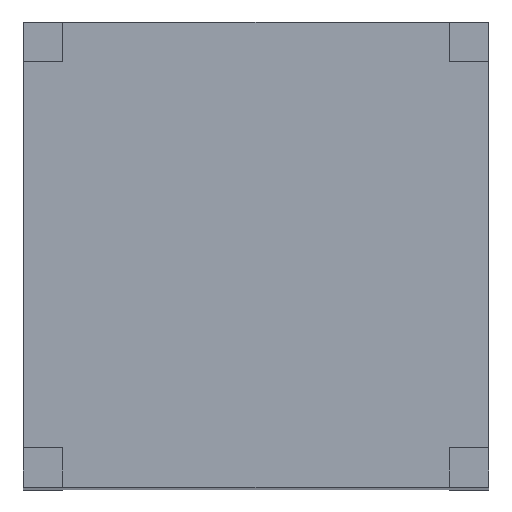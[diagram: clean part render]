
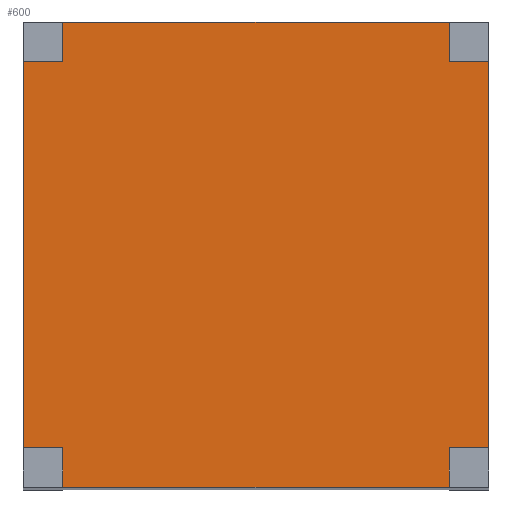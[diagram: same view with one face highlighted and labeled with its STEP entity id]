
A CAD part, top view. The second image highlights one B-rep face of the part: STEP entity #600.
In plain terms, the highlighted planar face has unit normal (0, 0, 1).
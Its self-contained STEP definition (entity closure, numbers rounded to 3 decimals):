
#34=FACE_OUTER_BOUND('',#64,.T.);
#64=EDGE_LOOP('',(#467,#468,#469,#470,#471,#472,#473,#474,#475,#476,#477,
#478));
#115=LINE('',#886,#199);
#119=LINE('',#894,#203);
#124=LINE('',#905,#208);
#128=LINE('',#913,#212);
#133=LINE('',#923,#217);
#134=LINE('',#925,#218);
#135=LINE('',#927,#219);
#136=LINE('',#929,#220);
#137=LINE('',#931,#221);
#138=LINE('',#933,#222);
#139=LINE('',#934,#223);
#140=LINE('',#935,#224);
#199=VECTOR('',#725,10.);
#203=VECTOR('',#731,10.);
#208=VECTOR('',#740,10.);
#212=VECTOR('',#746,10.);
#217=VECTOR('',#755,10.);
#218=VECTOR('',#756,10.);
#219=VECTOR('',#757,10.);
#220=VECTOR('',#758,10.);
#221=VECTOR('',#759,10.);
#222=VECTOR('',#760,10.);
#223=VECTOR('',#761,10.);
#224=VECTOR('',#762,10.);
#271=VERTEX_POINT('',#884);
#272=VERTEX_POINT('',#885);
#275=VERTEX_POINT('',#893);
#278=VERTEX_POINT('',#903);
#279=VERTEX_POINT('',#904);
#282=VERTEX_POINT('',#912);
#285=VERTEX_POINT('',#922);
#286=VERTEX_POINT('',#924);
#287=VERTEX_POINT('',#926);
#288=VERTEX_POINT('',#928);
#289=VERTEX_POINT('',#930);
#290=VERTEX_POINT('',#932);
#339=EDGE_CURVE('',#271,#272,#115,.T.);
#343=EDGE_CURVE('',#272,#275,#119,.T.);
#348=EDGE_CURVE('',#278,#279,#124,.T.);
#352=EDGE_CURVE('',#279,#282,#128,.T.);
#357=EDGE_CURVE('',#275,#285,#133,.T.);
#358=EDGE_CURVE('',#285,#286,#134,.T.);
#359=EDGE_CURVE('',#286,#287,#135,.T.);
#360=EDGE_CURVE('',#287,#288,#136,.T.);
#361=EDGE_CURVE('',#288,#289,#137,.T.);
#362=EDGE_CURVE('',#289,#290,#138,.T.);
#363=EDGE_CURVE('',#290,#278,#139,.T.);
#364=EDGE_CURVE('',#282,#271,#140,.T.);
#467=ORIENTED_EDGE('',*,*,#343,.T.);
#468=ORIENTED_EDGE('',*,*,#357,.T.);
#469=ORIENTED_EDGE('',*,*,#358,.T.);
#470=ORIENTED_EDGE('',*,*,#359,.T.);
#471=ORIENTED_EDGE('',*,*,#360,.T.);
#472=ORIENTED_EDGE('',*,*,#361,.T.);
#473=ORIENTED_EDGE('',*,*,#362,.T.);
#474=ORIENTED_EDGE('',*,*,#363,.T.);
#475=ORIENTED_EDGE('',*,*,#348,.T.);
#476=ORIENTED_EDGE('',*,*,#352,.T.);
#477=ORIENTED_EDGE('',*,*,#364,.T.);
#478=ORIENTED_EDGE('',*,*,#339,.T.);
#570=PLANE('',#644);
#600=ADVANCED_FACE('',(#34),#570,.T.);
#644=AXIS2_PLACEMENT_3D('',#921,#753,#754);
#725=DIRECTION('',(1.,0.,0.));
#731=DIRECTION('',(0.,-1.,0.));
#740=DIRECTION('',(0.,-1.,0.));
#746=DIRECTION('',(-1.,0.,0.));
#753=DIRECTION('center_axis',(0.,0.,1.));
#754=DIRECTION('ref_axis',(1.,0.,0.));
#755=DIRECTION('',(1.,0.,0.));
#756=DIRECTION('',(0.,1.,0.));
#757=DIRECTION('',(1.,0.,0.));
#758=DIRECTION('',(0.,1.,0.));
#759=DIRECTION('',(-1.,0.,0.));
#760=DIRECTION('',(0.,1.,0.));
#761=DIRECTION('',(-1.,0.,0.));
#762=DIRECTION('',(0.,-1.,0.));
#884=CARTESIAN_POINT('',(0.,8.5,326.5));
#885=CARTESIAN_POINT('',(8.5,8.5,326.5));
#886=CARTESIAN_POINT('',(29.25,8.5,326.5));
#893=CARTESIAN_POINT('',(8.5,0.,326.5));
#894=CARTESIAN_POINT('',(8.5,25.,326.5));
#903=CARTESIAN_POINT('',(8.5,100.,326.5));
#904=CARTESIAN_POINT('',(8.5,91.5,326.5));
#905=CARTESIAN_POINT('',(8.5,70.75,326.5));
#912=CARTESIAN_POINT('',(0.,91.5,326.5));
#913=CARTESIAN_POINT('',(25.,91.5,326.5));
#921=CARTESIAN_POINT('Origin',(50.,50.,326.5));
#922=CARTESIAN_POINT('',(91.5,0.,326.5));
#923=CARTESIAN_POINT('',(0.,0.,326.5));
#924=CARTESIAN_POINT('',(91.5,8.5,326.5));
#925=CARTESIAN_POINT('',(91.5,29.25,326.5));
#926=CARTESIAN_POINT('',(100.,8.5,326.5));
#927=CARTESIAN_POINT('',(75.,8.5,326.5));
#928=CARTESIAN_POINT('',(100.,91.5,326.5));
#929=CARTESIAN_POINT('',(100.,0.,326.5));
#930=CARTESIAN_POINT('',(91.5,91.5,326.5));
#931=CARTESIAN_POINT('',(70.75,91.5,326.5));
#932=CARTESIAN_POINT('',(91.5,100.,326.5));
#933=CARTESIAN_POINT('',(91.5,75.,326.5));
#934=CARTESIAN_POINT('',(100.,100.,326.5));
#935=CARTESIAN_POINT('',(0.,100.,326.5));
